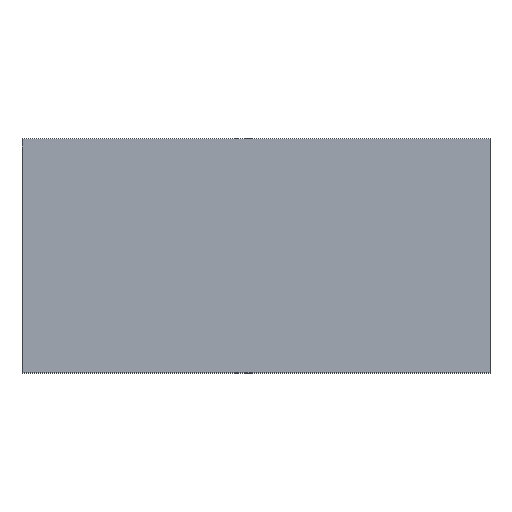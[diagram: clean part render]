
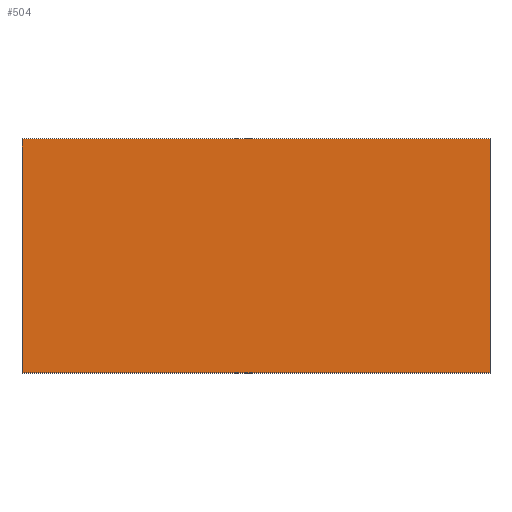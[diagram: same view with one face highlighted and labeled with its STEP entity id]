
A CAD part, top view. The second image highlights one B-rep face of the part: STEP entity #504.
In plain terms, the highlighted planar face has unit normal (0, 0, 1).
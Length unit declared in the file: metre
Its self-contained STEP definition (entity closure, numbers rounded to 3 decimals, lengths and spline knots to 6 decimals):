
#88=ORIENTED_EDGE('',*,*,#223,.T.);
#89=ORIENTED_EDGE('',*,*,#224,.F.);
#90=ORIENTED_EDGE('',*,*,#225,.F.);
#91=ORIENTED_EDGE('',*,*,#221,.T.);
#221=EDGE_CURVE('',#285,#284,#332,.T.);
#223=EDGE_CURVE('',#284,#286,#334,.T.);
#224=EDGE_CURVE('',#287,#286,#335,.T.);
#225=EDGE_CURVE('',#285,#287,#336,.T.);
#284=VERTEX_POINT('',#813);
#285=VERTEX_POINT('',#815);
#286=VERTEX_POINT('',#819);
#287=VERTEX_POINT('',#821);
#332=LINE('',#814,#392);
#334=LINE('',#818,#394);
#335=LINE('',#820,#395);
#336=LINE('',#822,#396);
#392=VECTOR('',#651,1.);
#394=VECTOR('',#655,1.);
#395=VECTOR('',#656,1.);
#396=VECTOR('',#657,1.);
#424=EDGE_LOOP('',(#88,#89,#90,#91));
#454=FACE_BOUND('',#424,.T.);
#482=PLANE('',#554);
#504=ADVANCED_FACE('',(#454),#482,.F.);
#554=AXIS2_PLACEMENT_3D('',#817,#653,#654);
#651=DIRECTION('',(0.,1.,0.));
#653=DIRECTION('',(0.,0.,-1.));
#654=DIRECTION('',(-1.,0.,0.));
#655=DIRECTION('',(-1.,0.,0.));
#656=DIRECTION('',(0.,1.,0.));
#657=DIRECTION('',(-1.,0.,0.));
#813=CARTESIAN_POINT('',(0.02,0.,0.0015));
#814=CARTESIAN_POINT('',(0.02,-0.02,0.0015));
#815=CARTESIAN_POINT('',(0.02,-0.02,0.0015));
#817=CARTESIAN_POINT('',(0.,-0.02,0.0015));
#818=CARTESIAN_POINT('',(0.,0.,0.0015));
#819=CARTESIAN_POINT('',(-0.02,0.,0.0015));
#820=CARTESIAN_POINT('',(-0.02,-0.02,0.0015));
#821=CARTESIAN_POINT('',(-0.02,-0.02,0.0015));
#822=CARTESIAN_POINT('',(0.,-0.02,0.0015));
